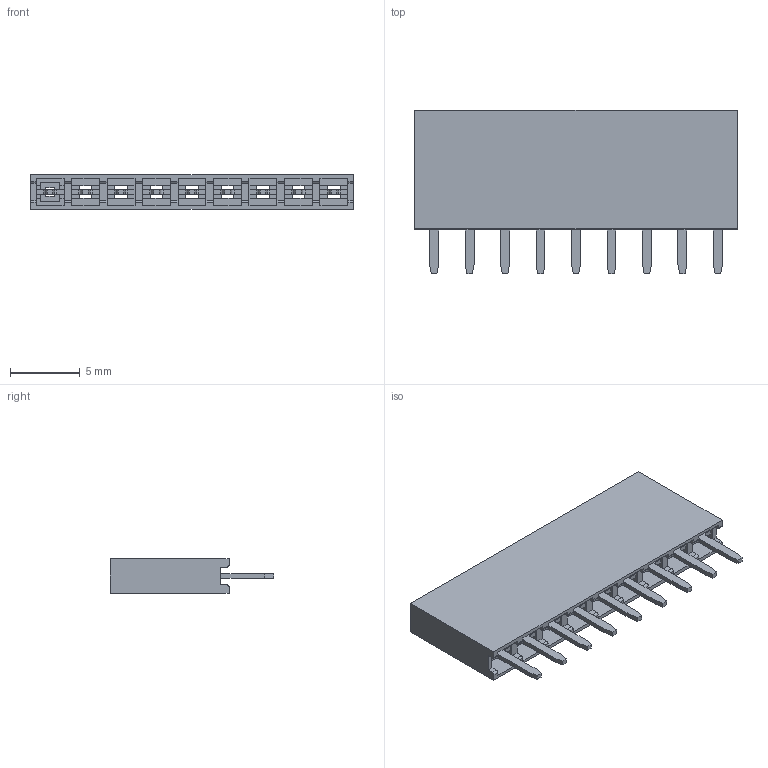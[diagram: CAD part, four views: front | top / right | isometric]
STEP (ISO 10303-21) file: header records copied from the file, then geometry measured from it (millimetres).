
FILE_DESCRIPTION(('FreeCAD Model'),'2;1');
FILE_NAME('Pin_Header_Straight_Female_1x09.step','2018-03-27T14:34:34',('kicad StepUp'),('ksu MCAD'), 'Open CASCADE STEP processor 6.8','FreeCAD','Unknown');
FILE_SCHEMA(('AUTOMOTIVE_DESIGN_CC2 { 1 2 10303 214 -1 1 5 4 }'));
Length unit declared in the file: millimetre
Products named in the file (1): Pin_Header_Straight_Female_1x09
Bounding box: 23.11 x 11.7 x 2.5 mm (x, y, z)
Volume: 214.5 mm3; surface area: 1214.1 mm2
Topology: 1 solids, 1 shells, 323 faces, 984 edges, 656 vertices
Faces by surface type: plane 285, cylinder 38
Entity records: 13201 total; most frequent: ORIENTED_EDGE 1968, CARTESIAN_POINT 1964, DIRECTION 1708, EDGE_CURVE 984, LINE 908, VECTOR 908, VERTEX_POINT 656, AXIS2_PLACEMENT_3D 400
